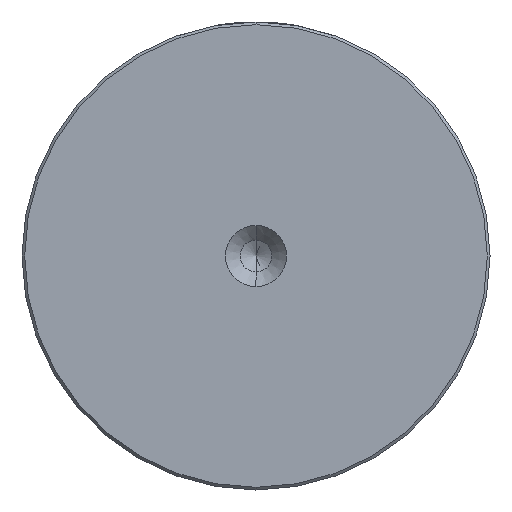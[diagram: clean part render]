
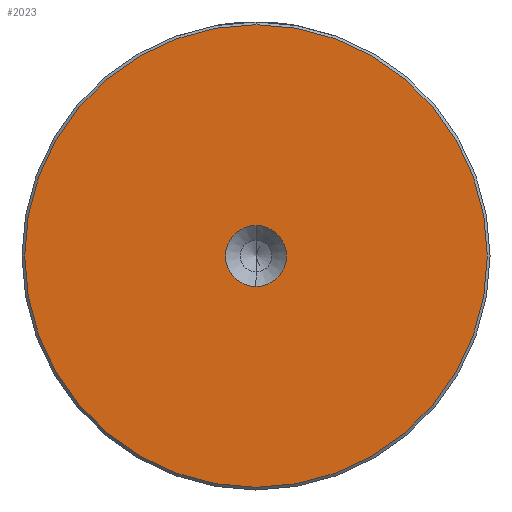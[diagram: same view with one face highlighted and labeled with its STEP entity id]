
A CAD part, left-side view. The second image highlights one B-rep face of the part: STEP entity #2023.
In plain terms, the highlighted planar face has unit normal (-1, 0, 0).
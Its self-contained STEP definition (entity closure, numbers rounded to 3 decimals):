
#64 = EDGE_LOOP ( 'NONE', ( #749, #2503 ) ) ;
#97 = DIRECTION ( 'NONE',  ( -1., 0., 0. ) ) ;
#355 = EDGE_CURVE ( 'NONE', #2399, #924, #1431, .T. ) ;
#426 = EDGE_CURVE ( 'NONE', #924, #2399, #663, .T. ) ;
#508 = FACE_BOUND ( 'NONE', #2161, .T. ) ;
#600 = AXIS2_PLACEMENT_3D ( 'NONE', #1374, #97, #1576 ) ;
#607 = EDGE_CURVE ( 'NONE', #2607, #2009, #1458, .T. ) ;
#663 = CIRCLE ( 'NONE', #1332, 5.6 ) ;
#726 = PLANE ( 'NONE',  #600 ) ;
#749 = ORIENTED_EDGE ( 'NONE', *, *, #1166, .T. ) ;
#888 = ORIENTED_EDGE ( 'NONE', *, *, #355, .F. ) ;
#905 = AXIS2_PLACEMENT_3D ( 'NONE', #2031, #1916, #1906 ) ;
#924 = VERTEX_POINT ( 'NONE', #1193 ) ;
#1120 = DIRECTION ( 'NONE',  ( -1., 0., 0. ) ) ;
#1166 = EDGE_CURVE ( 'NONE', #2009, #2607, #2606, .T. ) ;
#1193 = CARTESIAN_POINT ( 'NONE',  ( 0., 0., 5.6 ) ) ;
#1332 = AXIS2_PLACEMENT_3D ( 'NONE', #1531, #1522, #1511 ) ;
#1374 = CARTESIAN_POINT ( 'NONE',  ( 0., 0., 0. ) ) ;
#1431 = CIRCLE ( 'NONE', #905, 5.6 ) ;
#1458 = CIRCLE ( 'NONE', #2677, 42.5 ) ;
#1511 = DIRECTION ( 'NONE',  ( 0., 0., 1. ) ) ;
#1522 = DIRECTION ( 'NONE',  ( -1., 0., 0. ) ) ;
#1531 = CARTESIAN_POINT ( 'NONE',  ( 0., 0., 0. ) ) ;
#1576 = DIRECTION ( 'NONE',  ( 0., 0., 1. ) ) ;
#1772 = CARTESIAN_POINT ( 'NONE',  ( 0., 0., -42.5 ) ) ;
#1894 = ORIENTED_EDGE ( 'NONE', *, *, #426, .F. ) ;
#1906 = DIRECTION ( 'NONE',  ( 0., 0., 1. ) ) ;
#1916 = DIRECTION ( 'NONE',  ( -1., 0., 0. ) ) ;
#2006 = AXIS2_PLACEMENT_3D ( 'NONE', #2350, #1120, #2560 ) ;
#2009 = VERTEX_POINT ( 'NONE', #1772 ) ;
#2023 = ADVANCED_FACE ( 'NONE', ( #2659, #508 ), #726, .T. ) ;
#2031 = CARTESIAN_POINT ( 'NONE',  ( 0., 0., 0. ) ) ;
#2161 = EDGE_LOOP ( 'NONE', ( #1894, #888 ) ) ;
#2171 = CARTESIAN_POINT ( 'NONE',  ( 0., 0., 42.5 ) ) ;
#2350 = CARTESIAN_POINT ( 'NONE',  ( 0., 0., 0. ) ) ;
#2375 = DIRECTION ( 'NONE',  ( 0., 0., 1. ) ) ;
#2399 = VERTEX_POINT ( 'NONE', #2505 ) ;
#2503 = ORIENTED_EDGE ( 'NONE', *, *, #607, .T. ) ;
#2505 = CARTESIAN_POINT ( 'NONE',  ( 0., 0., -5.6 ) ) ;
#2560 = DIRECTION ( 'NONE',  ( 0., 0., 1. ) ) ;
#2563 = DIRECTION ( 'NONE',  ( -1., 0., 0. ) ) ;
#2570 = CARTESIAN_POINT ( 'NONE',  ( 0., 0., 0. ) ) ;
#2606 = CIRCLE ( 'NONE', #2006, 42.5 ) ;
#2607 = VERTEX_POINT ( 'NONE', #2171 ) ;
#2659 = FACE_OUTER_BOUND ( 'NONE', #64, .T. ) ;
#2677 = AXIS2_PLACEMENT_3D ( 'NONE', #2570, #2563, #2375 ) ;
